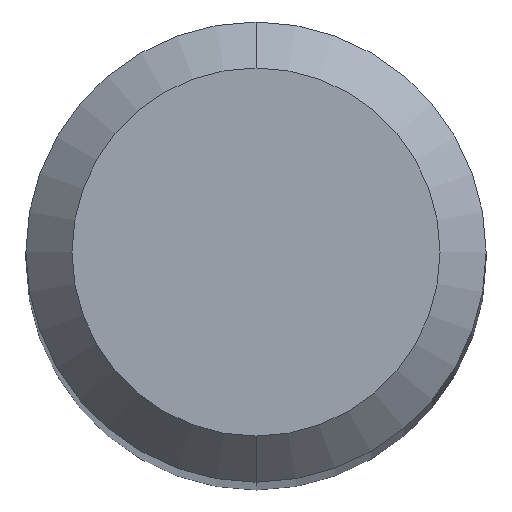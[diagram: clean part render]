
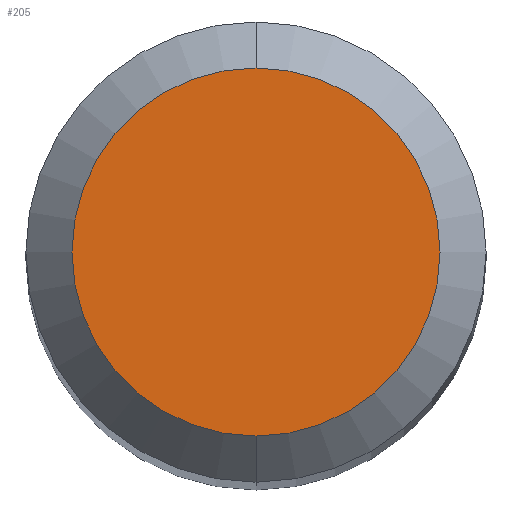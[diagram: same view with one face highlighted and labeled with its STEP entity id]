
A CAD part, top view. The second image highlights one B-rep face of the part: STEP entity #205.
In plain terms, the highlighted planar face has unit normal (0, 0, 1).
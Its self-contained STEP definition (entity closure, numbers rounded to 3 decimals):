
#205=ADVANCED_FACE('',(#514),#515,.T.);
#221=VERTEX_POINT('',#533);
#227=EDGE_CURVE('',#221,#239,#540,.T.);
#239=VERTEX_POINT('',#554);
#327=EDGE_CURVE('',#239,#221,#649,.T.);
#514=FACE_OUTER_BOUND('',#872,.T.);
#515=PLANE('',#873);
#533=CARTESIAN_POINT('',(0.,-1.2,0.0));
#540=CIRCLE('',#919,1.2);
#554=CARTESIAN_POINT('',(0.0,1.2,0.0));
#649=CIRCLE('',#1151,1.2);
#872=EDGE_LOOP('',(#1476,#1477));
#873=AXIS2_PLACEMENT_3D('',#1478,#1479,#1480);
#919=AXIS2_PLACEMENT_3D('',#1520,#1521,#1522);
#1151=AXIS2_PLACEMENT_3D('',#1638,#1639,#1640);
#1476=ORIENTED_EDGE('',*,*,#327,.F.);
#1477=ORIENTED_EDGE('',*,*,#227,.F.);
#1478=CARTESIAN_POINT('',(0.0,0.6,0.0));
#1479=DIRECTION('',(-0.0,0.0,1.0));
#1480=DIRECTION('',(0.0,-1.0,0.0));
#1520=CARTESIAN_POINT('',(0.0,0.0,0.0));
#1521=DIRECTION('',(0.0,0.0,-1.0));
#1522=DIRECTION('',(0.0,1.0,0.0));
#1638=CARTESIAN_POINT('',(0.0,0.0,0.0));
#1639=DIRECTION('',(0.0,0.0,-1.0));
#1640=DIRECTION('',(0.0,1.0,0.0));
